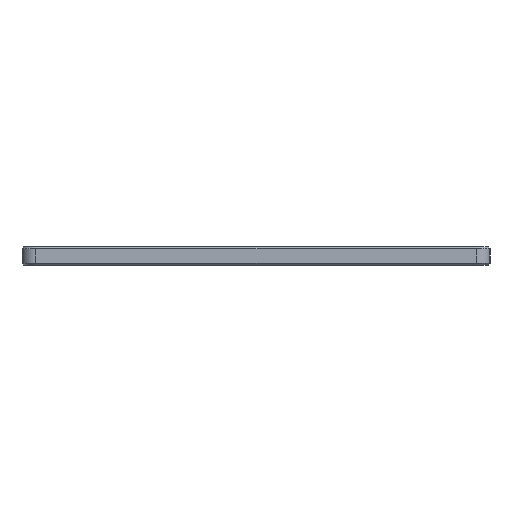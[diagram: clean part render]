
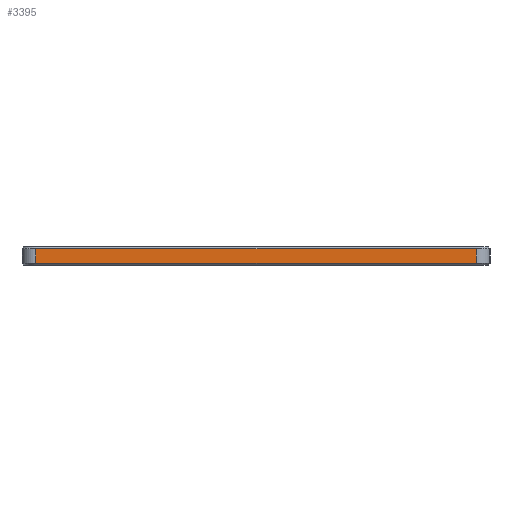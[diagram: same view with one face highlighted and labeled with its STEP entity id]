
A CAD part, left-side view. The second image highlights one B-rep face of the part: STEP entity #3395.
In plain terms, the highlighted planar face has unit normal (-1, 0, 0).
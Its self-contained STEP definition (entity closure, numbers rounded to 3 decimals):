
#571=FACE_OUTER_BOUND('',#802,.T.);
#802=EDGE_LOOP('',(#2544,#2545,#2546,#2547));
#1020=LINE('',#5453,#1242);
#1053=LINE('',#5548,#1275);
#1059=LINE('',#5562,#1281);
#1060=LINE('',#5564,#1282);
#1242=VECTOR('',#4279,10.);
#1275=VECTOR('',#4384,10.);
#1281=VECTOR('',#4402,10.);
#1282=VECTOR('',#4405,10.);
#1501=VERTEX_POINT('',#5447);
#1502=VERTEX_POINT('',#5451);
#1526=VERTEX_POINT('',#5540);
#1528=VERTEX_POINT('',#5546);
#1841=EDGE_CURVE('',#1502,#1501,#1020,.T.);
#1888=EDGE_CURVE('',#1528,#1526,#1053,.T.);
#1896=EDGE_CURVE('',#1526,#1502,#1059,.T.);
#1897=EDGE_CURVE('',#1501,#1528,#1060,.T.);
#2544=ORIENTED_EDGE('',*,*,#1841,.F.);
#2545=ORIENTED_EDGE('',*,*,#1896,.F.);
#2546=ORIENTED_EDGE('',*,*,#1888,.F.);
#2547=ORIENTED_EDGE('',*,*,#1897,.F.);
#3287=PLANE('',#3715);
#3395=ADVANCED_FACE('',(#571),#3287,.F.);
#3715=AXIS2_PLACEMENT_3D('',#5563,#4403,#4404);
#4279=DIRECTION('',(0.,-1.,0.));
#4384=DIRECTION('',(0.,1.,0.));
#4402=DIRECTION('',(0.,0.,1.));
#4403=DIRECTION('center_axis',(1.,0.,0.));
#4404=DIRECTION('ref_axis',(0.,0.,-1.));
#4405=DIRECTION('',(0.,0.,-1.));
#5447=CARTESIAN_POINT('',(-109.675,-13.5,-0.4));
#5451=CARTESIAN_POINT('',(-109.675,81.5,-0.4));
#5453=CARTESIAN_POINT('',(-109.675,-12.75,-0.4));
#5540=CARTESIAN_POINT('',(-109.675,81.5,-3.6));
#5546=CARTESIAN_POINT('',(-109.675,-13.5,-3.6));
#5548=CARTESIAN_POINT('',(-109.675,-12.75,-3.6));
#5562=CARTESIAN_POINT('',(-109.675,81.5,-2.));
#5563=CARTESIAN_POINT('Origin',(-109.675,-16.5,0.));
#5564=CARTESIAN_POINT('',(-109.675,-13.5,0.));
